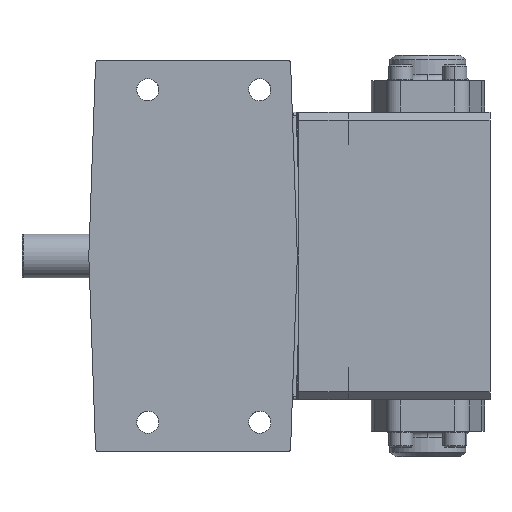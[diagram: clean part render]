
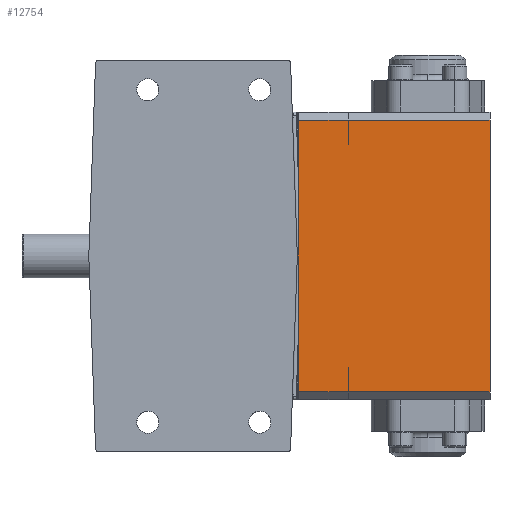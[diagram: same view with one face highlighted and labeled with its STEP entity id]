
A CAD part, front view. The second image highlights one B-rep face of the part: STEP entity #12754.
In plain terms, the highlighted planar face has unit normal (0, -1, 0).
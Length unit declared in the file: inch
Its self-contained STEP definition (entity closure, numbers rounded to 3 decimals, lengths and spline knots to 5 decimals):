
#547 = EDGE_CURVE ( 'Defeatured_0_1267+Defeatured_0_1324+Defeatured_0_1273+Defeatured_0_1268', #77004, #85021, #31574, .T. ) ;
#582 = EDGE_LOOP ( 'NONE', ( #6807, #51617, #57131, #28133, #12847, #76765, #54709, #19409, #64571, #36943, #70676, #54808, #57649, #59613, #58050, #44724 ) ) ;
#1981 = VECTOR ( 'NONE', #42838, 39.37008 ) ;
#4077 = VERTEX_POINT ( 'NONE', #78392 ) ;
#5722 = CARTESIAN_POINT ( 'NONE',  ( 0.015, -6., -3.47948 ) ) ;
#6475 = EDGE_CURVE ( 'Defeatured_0_1267+Defeatured_0_1238+Defeatured_0_1237+Defeatured_0_1239', #96407, #96750, #43225, .T. ) ;
#6807 = ORIENTED_EDGE ( 'NONE', *, *, #80876, .T. ) ;
#7543 = VECTOR ( 'NONE', #35701, 39.37008 ) ;
#8280 = CARTESIAN_POINT ( 'NONE',  ( 1.5505, -6., 4.54 ) ) ;
#8628 = CARTESIAN_POINT ( 'NONE',  ( 1.5635, -6., 4.54 ) ) ;
#8950 = DIRECTION ( 'NONE',  ( 0., 0., 1. ) ) ;
#9349 = DIRECTION ( 'NONE',  ( 0., 1., 0. ) ) ;
#10120 = VERTEX_POINT ( 'NONE', #48407 ) ;
#11287 = CARTESIAN_POINT ( 'NONE',  ( 1.5505, -6., -3.47948 ) ) ;
#11380 = LINE ( 'NONE', #45642, #26977 ) ;
#12754 = ADVANCED_FACE ( 'Defeatured_0_1267', ( #62239 ), #77528, .F. ) ;
#12847 = ORIENTED_EDGE ( 'NONE', *, *, #32333, .T. ) ;
#13882 = VECTOR ( 'NONE', #92284, 39.37008 ) ;
#14483 = VERTEX_POINT ( 'NONE', #84838 ) ;
#14933 = VECTOR ( 'NONE', #22477, 39.37008 ) ;
#15173 = VERTEX_POINT ( 'NONE', #86377 ) ;
#18836 = VECTOR ( 'NONE', #46298, 39.37008 ) ;
#19409 = ORIENTED_EDGE ( 'NONE', *, *, #80972, .F. ) ;
#20574 = VECTOR ( 'NONE', #8950, 39.37008 ) ;
#20695 = VECTOR ( 'NONE', #61040, 39.37008 ) ;
#22477 = DIRECTION ( 'NONE',  ( 0., 0., 1. ) ) ;
#22815 = VECTOR ( 'NONE', #68095, 39.37008 ) ;
#23751 = DIRECTION ( 'NONE',  ( 0., 0., 1. ) ) ;
#25005 = EDGE_CURVE ( 'Defeatured_0_1102+Defeatured_0_1267+Defeatured_0_1103+Defeatured_0_1101', #44533, #30829, #78384, .T. ) ;
#26400 = AXIS2_PLACEMENT_3D ( 'NONE', #92240, #9349, #85484 ) ;
#26977 = VECTOR ( 'NONE', #83518, 39.37008 ) ;
#27168 = CARTESIAN_POINT ( 'NONE',  ( 0.015, -6., 3.47948 ) ) ;
#28133 = ORIENTED_EDGE ( 'NONE', *, *, #25005, .F. ) ;
#28332 = CARTESIAN_POINT ( 'NONE',  ( 0., -6., -4.54 ) ) ;
#28944 = EDGE_CURVE ( 'Defeatured_0_1236+Defeatured_0_1267+Defeatured_0_1237+Defeatured_0_1235', #15173, #60453, #41088, .T. ) ;
#29399 = EDGE_CURVE ( 'Defeatured_0_1267+Defeatured_0_1234+Defeatured_0_1233+Defeatured_0_1235', #51379, #98133, #37350, .T. ) ;
#30228 = CARTESIAN_POINT ( 'NONE',  ( 5.9885, -6., 4.25 ) ) ;
#30829 = VERTEX_POINT ( 'NONE', #73962 ) ;
#31397 = EDGE_CURVE ( 'Defeatured_0_1267+Defeatured_0_1268+Defeatured_0_1324+Defeatured_0_1098', #85021, #69271, #74183, .T. ) ;
#31574 = LINE ( 'NONE', #28332, #7543 ) ;
#31805 = CARTESIAN_POINT ( 'NONE',  ( 1.5505, -6., 4.25 ) ) ;
#32333 = EDGE_CURVE ( 'Defeatured_0_1267+Defeatured_0_1103+Defeatured_0_1102+Defeatured_0_1233', #44533, #14483, #88140, .T. ) ;
#32983 = LINE ( 'NONE', #50625, #95397 ) ;
#35559 = EDGE_CURVE ( 'Defeatured_0_1267+Defeatured_0_1098+Defeatured_0_1268+Defeatured_0_1099', #69271, #67169, #35593, .T. ) ;
#35593 = LINE ( 'NONE', #96208, #1981 ) ;
#35701 = DIRECTION ( 'NONE',  ( 0., 0., -1. ) ) ;
#36943 = ORIENTED_EDGE ( 'NONE', *, *, #40238, .T. ) ;
#36946 = CARTESIAN_POINT ( 'NONE',  ( 1.5635, -6., 4.54 ) ) ;
#37350 = LINE ( 'NONE', #37408, #66217 ) ;
#37408 = CARTESIAN_POINT ( 'NONE',  ( 1.5485, -6., 4.25 ) ) ;
#39749 = CARTESIAN_POINT ( 'NONE',  ( 0.015, -6., -3.47948 ) ) ;
#40238 = EDGE_CURVE ( 'Defeatured_0_1267+Defeatured_0_1237+Defeatured_0_1236+Defeatured_0_1238', #15173, #96407, #87725, .T. ) ;
#41088 = LINE ( 'NONE', #98581, #20695 ) ;
#42838 = DIRECTION ( 'NONE',  ( 0., 0., -1. ) ) ;
#43225 = LINE ( 'NONE', #44870, #22815 ) ;
#44461 = DIRECTION ( 'NONE',  ( -1., 0., 0. ) ) ;
#44533 = VERTEX_POINT ( 'NONE', #95974 ) ;
#44724 = ORIENTED_EDGE ( 'NONE', *, *, #35559, .T. ) ;
#44870 = CARTESIAN_POINT ( 'NONE',  ( 1.74, -6., 4.25 ) ) ;
#44967 = VECTOR ( 'NONE', #46412, 39.37008 ) ;
#44971 = CARTESIAN_POINT ( 'NONE',  ( 1.5635, -6., -3.47948 ) ) ;
#45642 = CARTESIAN_POINT ( 'NONE',  ( 1.74, -6., -4.25 ) ) ;
#46298 = DIRECTION ( 'NONE',  ( -1., 0., 0. ) ) ;
#46412 = DIRECTION ( 'NONE',  ( 1., 0., 0. ) ) ;
#47616 = LINE ( 'NONE', #44971, #18836 ) ;
#48201 = CARTESIAN_POINT ( 'NONE',  ( 1.5505, -6., 4.54 ) ) ;
#48407 = CARTESIAN_POINT ( 'NONE',  ( 0.015, -6., 3.47948 ) ) ;
#49360 = CARTESIAN_POINT ( 'NONE',  ( 0.015, -6., -4.25 ) ) ;
#50625 = CARTESIAN_POINT ( 'NONE',  ( 0.015, -6., 4.54 ) ) ;
#51379 = VERTEX_POINT ( 'NONE', #30228 ) ;
#51617 = ORIENTED_EDGE ( 'NONE', *, *, #75317, .T. ) ;
#53739 = VECTOR ( 'NONE', #67231, 39.37008 ) ;
#54253 = LINE ( 'NONE', #48201, #89038 ) ;
#54709 = ORIENTED_EDGE ( 'NONE', *, *, #29399, .T. ) ;
#54808 = ORIENTED_EDGE ( 'NONE', *, *, #94078, .T. ) ;
#57131 = ORIENTED_EDGE ( 'NONE', *, *, #68149, .F. ) ;
#57649 = ORIENTED_EDGE ( 'NONE', *, *, #60779, .T. ) ;
#58050 = ORIENTED_EDGE ( 'NONE', *, *, #31397, .T. ) ;
#59613 = ORIENTED_EDGE ( 'NONE', *, *, #547, .T. ) ;
#60453 = VERTEX_POINT ( 'NONE', #89586 ) ;
#60779 = EDGE_CURVE ( 'Defeatured_0_1267+Defeatured_0_1273+Defeatured_0_1239+Defeatured_0_1324', #10120, #77004, #82156, .T. ) ;
#61040 = DIRECTION ( 'NONE',  ( 1., 0., 0. ) ) ;
#61632 = CARTESIAN_POINT ( 'NONE',  ( 0.015, -6., 4.25 ) ) ;
#61815 = VECTOR ( 'NONE', #87195, 39.37008 ) ;
#62239 = FACE_OUTER_BOUND ( 'NONE', #582, .T. ) ;
#64571 = ORIENTED_EDGE ( 'NONE', *, *, #28944, .F. ) ;
#66217 = VECTOR ( 'NONE', #44461, 39.37008 ) ;
#67169 = VERTEX_POINT ( 'NONE', #49360 ) ;
#67231 = DIRECTION ( 'NONE',  ( 1., 0., 0. ) ) ;
#68095 = DIRECTION ( 'NONE',  ( -1., 0., 0. ) ) ;
#68149 = EDGE_CURVE ( 'Defeatured_0_1101+Defeatured_0_1267+Defeatured_0_1102+Defeatured_0_1100', #30829, #82318, #47616, .T. ) ;
#69271 = VERTEX_POINT ( 'NONE', #39749 ) ;
#70676 = ORIENTED_EDGE ( 'NONE', *, *, #6475, .T. ) ;
#72787 = LINE ( 'NONE', #77231, #13882 ) ;
#72963 = EDGE_CURVE ( 'Defeatured_0_1233+Defeatured_0_1267+Defeatured_0_1234+Defeatured_0_1103', #51379, #14483, #72787, .T. ) ;
#73825 = LINE ( 'NONE', #36946, #14933 ) ;
#73962 = CARTESIAN_POINT ( 'NONE',  ( 1.5635, -6., -3.47948 ) ) ;
#74183 = LINE ( 'NONE', #5722, #53739 ) ;
#75317 = EDGE_CURVE ( 'Defeatured_0_1267+Defeatured_0_1100+Defeatured_0_1099+Defeatured_0_1101', #4077, #82318, #54253, .T. ) ;
#75870 = CARTESIAN_POINT ( 'NONE',  ( 0., -6., 3.47948 ) ) ;
#75989 = VECTOR ( 'NONE', #23751, 39.37008 ) ;
#76765 = ORIENTED_EDGE ( 'NONE', *, *, #72963, .F. ) ;
#77004 = VERTEX_POINT ( 'NONE', #75870 ) ;
#77231 = CARTESIAN_POINT ( 'NONE',  ( 5.9885, -6., -4.25 ) ) ;
#77528 = PLANE ( 'NONE',  #26400 ) ;
#78384 = LINE ( 'NONE', #8628, #75989 ) ;
#78392 = CARTESIAN_POINT ( 'NONE',  ( 1.5505, -6., -4.25 ) ) ;
#80876 = EDGE_CURVE ( 'Defeatured_0_1267+Defeatured_0_1099+Defeatured_0_1098+Defeatured_0_1100', #67169, #4077, #11380, .T. ) ;
#80972 = EDGE_CURVE ( 'Defeatured_0_1235+Defeatured_0_1267+Defeatured_0_1236+Defeatured_0_1234', #60453, #98133, #73825, .T. ) ;
#82156 = LINE ( 'NONE', #27168, #61815 ) ;
#82318 = VERTEX_POINT ( 'NONE', #11287 ) ;
#83518 = DIRECTION ( 'NONE',  ( 1., 0., 0. ) ) ;
#83764 = CARTESIAN_POINT ( 'NONE',  ( 1.5635, -6., 4.25 ) ) ;
#84838 = CARTESIAN_POINT ( 'NONE',  ( 5.9885, -6., -4.25 ) ) ;
#85021 = VERTEX_POINT ( 'NONE', #96550 ) ;
#85484 = DIRECTION ( 'NONE',  ( 0., 0., 1. ) ) ;
#86377 = CARTESIAN_POINT ( 'NONE',  ( 1.5505, -6., 3.47948 ) ) ;
#87195 = DIRECTION ( 'NONE',  ( -1., 0., 0. ) ) ;
#87725 = LINE ( 'NONE', #8280, #20574 ) ;
#88140 = LINE ( 'NONE', #92361, #44967 ) ;
#89038 = VECTOR ( 'NONE', #93027, 39.37008 ) ;
#89586 = CARTESIAN_POINT ( 'NONE',  ( 1.5635, -6., 3.47948 ) ) ;
#92240 = CARTESIAN_POINT ( 'NONE',  ( 1.74, -6., 4.54 ) ) ;
#92284 = DIRECTION ( 'NONE',  ( 0., 0., -1. ) ) ;
#92361 = CARTESIAN_POINT ( 'NONE',  ( 6.0435, -6., -4.25 ) ) ;
#93027 = DIRECTION ( 'NONE',  ( 0., 0., 1. ) ) ;
#94078 = EDGE_CURVE ( 'Defeatured_0_1267+Defeatured_0_1239+Defeatured_0_1238+Defeatured_0_1273', #96750, #10120, #32983, .T. ) ;
#95397 = VECTOR ( 'NONE', #98576, 39.37008 ) ;
#95974 = CARTESIAN_POINT ( 'NONE',  ( 1.5635, -6., -4.25 ) ) ;
#96208 = CARTESIAN_POINT ( 'NONE',  ( 0.015, -6., 4.54 ) ) ;
#96407 = VERTEX_POINT ( 'NONE', #31805 ) ;
#96550 = CARTESIAN_POINT ( 'NONE',  ( 0., -6., -3.47948 ) ) ;
#96750 = VERTEX_POINT ( 'NONE', #61632 ) ;
#98133 = VERTEX_POINT ( 'NONE', #83764 ) ;
#98576 = DIRECTION ( 'NONE',  ( 0., 0., -1. ) ) ;
#98581 = CARTESIAN_POINT ( 'NONE',  ( 1.5635, -6., 3.47948 ) ) ;
